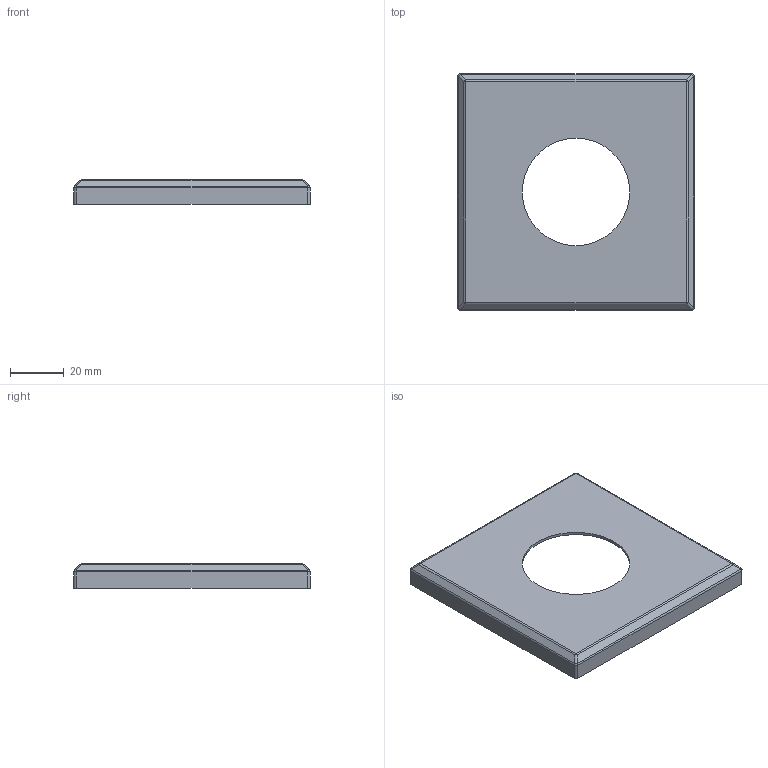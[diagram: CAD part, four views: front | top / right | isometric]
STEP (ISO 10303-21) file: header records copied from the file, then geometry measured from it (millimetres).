
FILE_DESCRIPTION(('FreeCAD Model'),'2;1');
FILE_NAME('Open CASCADE Shape Model','2022-08-29T09:31:55',('Author'),( ''),'Open CASCADE STEP processor 7.5','FreeCAD','Unknown');
FILE_SCHEMA(('AUTOMOTIVE_DESIGN { 1 0 10303 214 1 1 1 1 }'));
Length unit declared in the file: millimetre
Products named in the file (1): Cut
Bounding box: 88 x 88 x 9 mm (x, y, z)
Volume: 8773.8 mm3; surface area: 18022.5 mm2
Topology: 1 solids, 1 shells, 44 faces, 91 edges, 50 vertices
Faces by surface type: plane 19, cylinder 17, sphere 8
Full cylindrical faces by diameter (mm): 40 x1
Entity records: 2514 total; most frequent: CARTESIAN_POINT 600, DIRECTION 369, LINE 209, VECTOR 209, ORIENTED_EDGE 182, PCURVE 182, DEFINITIONAL_REPRESENTATION 182, EDGE_CURVE 91
